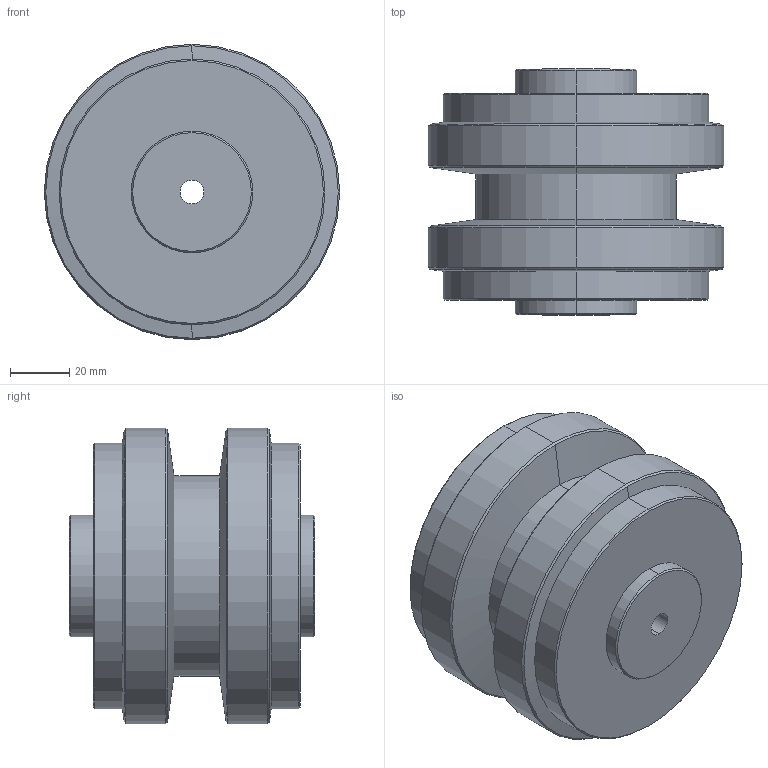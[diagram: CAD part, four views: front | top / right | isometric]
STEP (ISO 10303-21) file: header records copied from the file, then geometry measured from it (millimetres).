
FILE_DESCRIPTION (( 'STEP AP203' ), '1' );
FILE_NAME ('Polea pasiva Oruga v9_Ranuras_sldprt.STEP', '2023-10-22T20:01:16', ( '' ), ( '' ), 'SwSTEP 2.0', 'SolidWorks 2022', '' );
FILE_SCHEMA (( 'CONFIG_CONTROL_DESIGN' ));
Length unit declared in the file: millimetre
Products named in the file (1): Polea pasiva Oruga v9_Ranuras_sldprt
Bounding box: 100 x 83.25 x 100 mm (x, y, z)
Volume: 457082.7 mm3; surface area: 45355.6 mm2
Topology: 1 solids, 1 shells, 44 faces, 88 edges, 48 vertices
Faces by surface type: cone 24, cylinder 16, plane 4
Entity records: 1205 total; most frequent: DIRECTION 226, CARTESIAN_POINT 181, ORIENTED_EDGE 176, AXIS2_PLACEMENT_3D 93, EDGE_CURVE 88, EDGE_LOOP 48, VERTEX_POINT 48, CIRCLE 48
